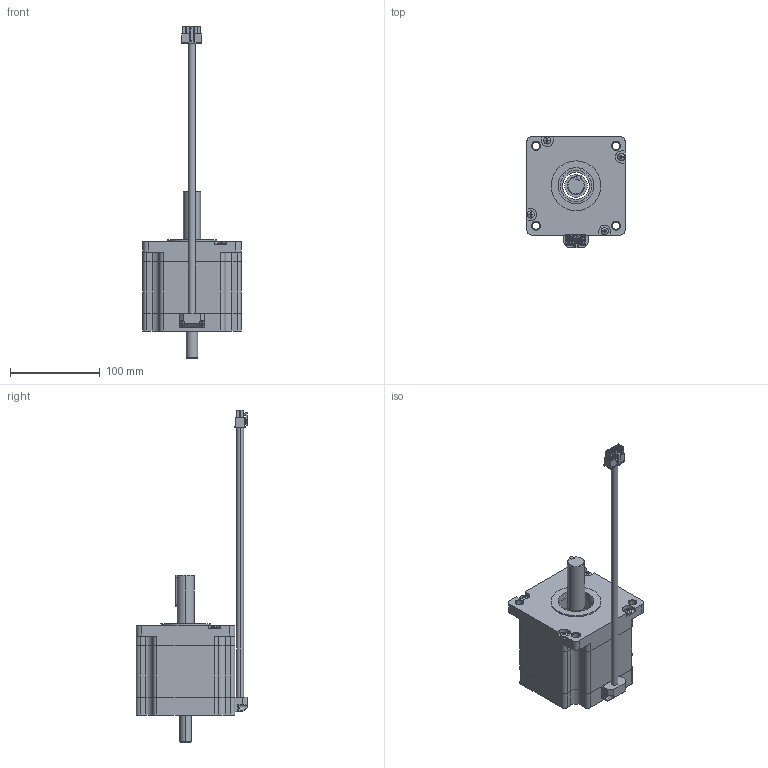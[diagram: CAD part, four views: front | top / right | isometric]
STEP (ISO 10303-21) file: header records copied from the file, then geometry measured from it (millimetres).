
FILE_DESCRIPTION (( 'STEP AP214' ), '1' );
FILE_NAME ('STP-MTRAC-42100D.STEP', '2021-02-01T20:27:33', ( '' ), ( '' ), 'SwSTEP 2.0', 'SolidWorks 2017', '' );
FILE_SCHEMA (( 'AUTOMOTIVE_DESIGN' ));
Length unit declared in the file: inch
Products named in the file (1): STP-MTRAC-42100D
Bounding box: 109.8 x 124.06 x 369.6 mm (x, y, z)
Volume: 586435.6 mm3; surface area: 169614.4 mm2
Topology: 11 solids, 11 shells, 811 faces, 2186 edges, 1430 vertices
Faces by surface type: plane 595, cylinder 183, cone 25, sphere 4, bspline 4
Entity records: 25673 total; most frequent: CARTESIAN_POINT 4752, ORIENTED_EDGE 4372, DIRECTION 4179, EDGE_CURVE 2186, LINE 1693, VECTOR 1693, VERTEX_POINT 1430, AXIS2_PLACEMENT_3D 1243
